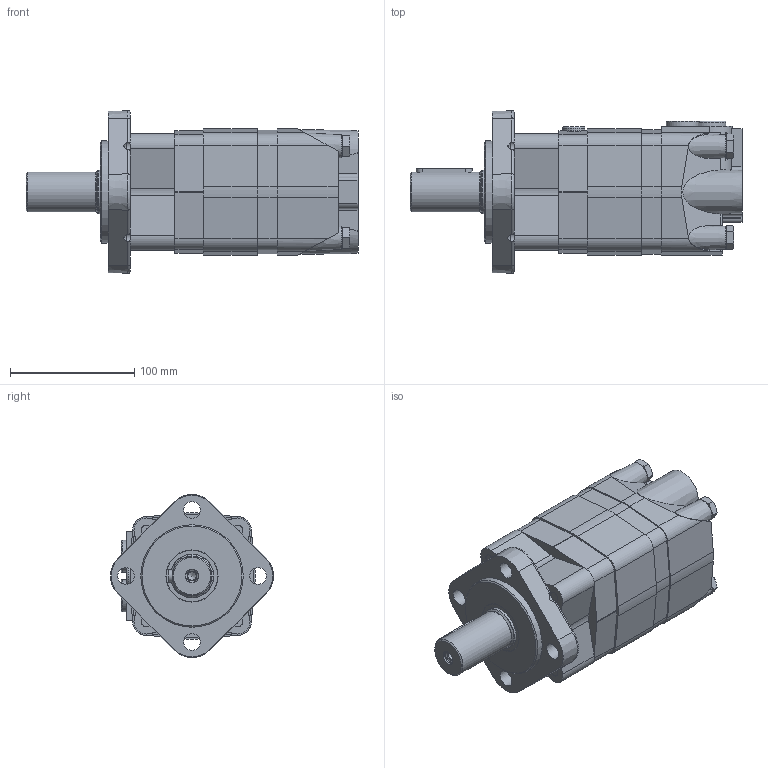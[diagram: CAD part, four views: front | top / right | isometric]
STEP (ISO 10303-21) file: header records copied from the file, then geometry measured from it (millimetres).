
FILE_DESCRIPTION(/* description */ ('STEP AP214'),/* implementation_level */ '2;1');
FILE_NAME(/* name */ 'MSyE250CUP_4.stp',/* time_stamp */ '2023-02-06T14:09:56+01:00',/* author */ ('msn'),/* organization */ ('CADENAS'),/* preprocessor_version */ 'ST-DEVELOPER v19.2',/* originating_system */ 'Autodesk Inventor 2023',/* authorisation */ ' ');
FILE_SCHEMA (('AUTOMOTIVE_DESIGN { 1 0 10303 214 3 1 1 }'));
Length unit declared in the file: millimetre
Products named in the file (8): MSE250CUP/4; MSC; Hexagon bolt DIN 931-1 M10x1700; MSE-P; MS-VP; MS250-D; MS-SP; MS-MF
Assembly tree (10 placements, depth 2):
  MSE250CUP/4
    MSC
    Hexagon bolt DIN 931-1 M10x1700  x4
    MSE-P
    MS-VP
    MS250-D
    MS-SP
    MS-MF
Bounding box: 267.5 x 131.3 x 131.3 mm (x, y, z)
Volume: 1841322.4 mm3; surface area: 234081.6 mm2
Topology: 10 solids, 10 shells, 402 faces, 1023 edges, 659 vertices
Faces by surface type: plane 184, cylinder 135, cone 70, torus 13
Full cylindrical faces by diameter (mm): 2 x4, 6.647 x1, 8.376 x6, 10 x5, 10.1 x6, 10.2 x4, 10.5 x8, 10.8 x4, 13.5 x4, 16 x4, 16.9 x1, 18 x1, 18.631 x2, 21 x1, 22 x4, 26 x2, 32 x1, 35 x1, 35.2 x1, 42 x1, 82.5 x1
Entity records: 11276 total; most frequent: CARTESIAN_POINT 2266, DIRECTION 1884, ORIENTED_EDGE 1770, EDGE_CURVE 885, AXIS2_PLACEMENT_3D 708, VERTEX_POINT 584, LINE 468, VECTOR 468
